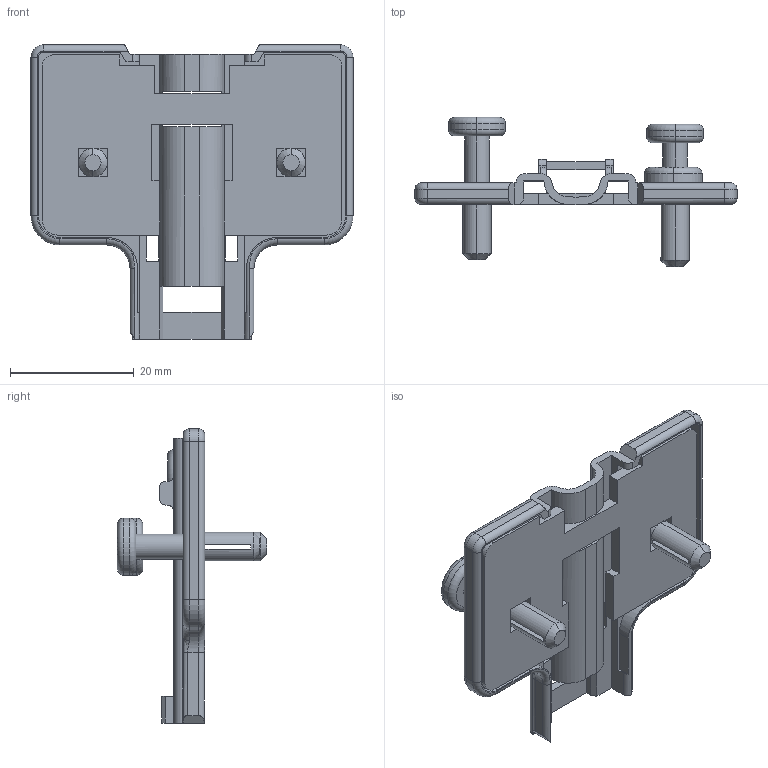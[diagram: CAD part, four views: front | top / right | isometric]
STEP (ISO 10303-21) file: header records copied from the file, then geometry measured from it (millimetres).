
FILE_DESCRIPTION (( 'STEP AP214' ), '1' );
FILE_NAME ('F000050_3D.step', '2022-06-06T12:17:25', ( '' ), ( '' ), 'SwSTEP 2.0', 'SolidWorks 2020', '' );
FILE_SCHEMA (( 'AUTOMOTIVE_DESIGN' ));
Length unit declared in the file: millimetre
Products named in the file (1): F000050_3D
Bounding box: 52 x 24.1 x 47.5 mm (x, y, z)
Volume: 5510.1 mm3; surface area: 8688.3 mm2
Topology: 4 solids, 4 shells, 282 faces, 774 edges, 494 vertices
Faces by surface type: plane 176, cylinder 74, torus 26, cone 4, bspline 2
Entity records: 9099 total; most frequent: CARTESIAN_POINT 1725, ORIENTED_EDGE 1548, DIRECTION 1530, EDGE_CURVE 774, LINE 536, VECTOR 536, AXIS2_PLACEMENT_3D 497, VERTEX_POINT 494
